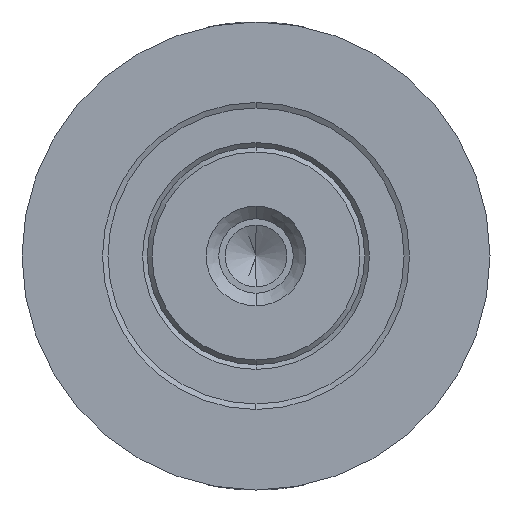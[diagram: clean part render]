
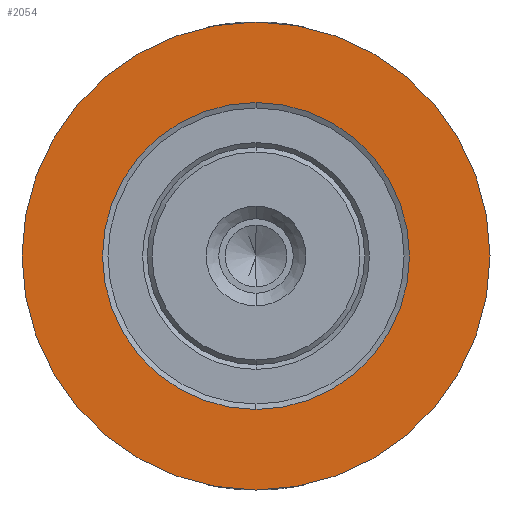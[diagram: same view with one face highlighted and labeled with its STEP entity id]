
A CAD part, front view. The second image highlights one B-rep face of the part: STEP entity #2054.
In plain terms, the highlighted planar face has unit normal (0, -1, 0).
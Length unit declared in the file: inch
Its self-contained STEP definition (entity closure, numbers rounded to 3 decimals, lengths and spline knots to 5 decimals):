
#29 = VERTEX_POINT ( 'NONE', #1545 ) ;
#158 = CARTESIAN_POINT ( 'NONE',  ( 0., -1.47638, 0. ) ) ;
#214 = DIRECTION ( 'NONE',  ( 0., 0., 1. ) ) ;
#294 = DIRECTION ( 'NONE',  ( 0., 1., 0. ) ) ;
#328 = DIRECTION ( 'NONE',  ( 0., 0., 1. ) ) ;
#394 = FACE_BOUND ( 'NONE', #1261, .T. ) ;
#401 = VERTEX_POINT ( 'NONE', #1942 ) ;
#453 = DIRECTION ( 'NONE',  ( 0., 1., 0. ) ) ;
#591 = AXIS2_PLACEMENT_3D ( 'NONE', #158, #1451, #328 ) ;
#681 = DIRECTION ( 'NONE',  ( 0., 1., 0. ) ) ;
#835 = FACE_OUTER_BOUND ( 'NONE', #1071, .T. ) ;
#888 = AXIS2_PLACEMENT_3D ( 'NONE', #1412, #294, #1593 ) ;
#944 = DIRECTION ( 'NONE',  ( 0., 1., 0. ) ) ;
#1012 = ORIENTED_EDGE ( 'NONE', *, *, #2139, .F. ) ;
#1065 = EDGE_CURVE ( 'NONE', #1989, #1173, #1813, .T. ) ;
#1071 = EDGE_LOOP ( 'NONE', ( #2127, #1012 ) ) ;
#1101 = EDGE_CURVE ( 'NONE', #1173, #1989, #1392, .T. ) ;
#1173 = VERTEX_POINT ( 'NONE', #2031 ) ;
#1211 = CARTESIAN_POINT ( 'NONE',  ( 0., -1.47638, -0.48732 ) ) ;
#1261 = EDGE_LOOP ( 'NONE', ( #1685, #1845 ) ) ;
#1277 = CIRCLE ( 'NONE', #591, 0.743 ) ;
#1392 = CIRCLE ( 'NONE', #2108, 0.48732 ) ;
#1411 = AXIS2_PLACEMENT_3D ( 'NONE', #1960, #681, #1775 ) ;
#1412 = CARTESIAN_POINT ( 'NONE',  ( 0., -1.47638, 0. ) ) ;
#1451 = DIRECTION ( 'NONE',  ( 0., 1., 0. ) ) ;
#1467 = EDGE_CURVE ( 'NONE', #29, #401, #2038, .T. ) ;
#1505 = DIRECTION ( 'NONE',  ( 0., 0., 1. ) ) ;
#1545 = CARTESIAN_POINT ( 'NONE',  ( 0., -1.47638, -0.743 ) ) ;
#1559 = CARTESIAN_POINT ( 'NONE',  ( 0., -1.47638, 0. ) ) ;
#1593 = DIRECTION ( 'NONE',  ( 0., 0., 1. ) ) ;
#1685 = ORIENTED_EDGE ( 'NONE', *, *, #1101, .T. ) ;
#1765 = PLANE ( 'NONE',  #888 ) ;
#1775 = DIRECTION ( 'NONE',  ( 0., 0., 1. ) ) ;
#1813 = CIRCLE ( 'NONE', #1886, 0.48732 ) ;
#1845 = ORIENTED_EDGE ( 'NONE', *, *, #1065, .T. ) ;
#1886 = AXIS2_PLACEMENT_3D ( 'NONE', #1559, #453, #1505 ) ;
#1942 = CARTESIAN_POINT ( 'NONE',  ( 0., -1.47638, 0.743 ) ) ;
#1960 = CARTESIAN_POINT ( 'NONE',  ( 0., -1.47638, 0. ) ) ;
#1989 = VERTEX_POINT ( 'NONE', #1211 ) ;
#2031 = CARTESIAN_POINT ( 'NONE',  ( 0., -1.47638, 0.48732 ) ) ;
#2038 = CIRCLE ( 'NONE', #1411, 0.743 ) ;
#2054 = ADVANCED_FACE ( 'NONE', ( #394, #835 ), #1765, .F. ) ;
#2108 = AXIS2_PLACEMENT_3D ( 'NONE', #2189, #944, #214 ) ;
#2127 = ORIENTED_EDGE ( 'NONE', *, *, #1467, .F. ) ;
#2139 = EDGE_CURVE ( 'NONE', #401, #29, #1277, .T. ) ;
#2189 = CARTESIAN_POINT ( 'NONE',  ( 0., -1.47638, 0. ) ) ;
